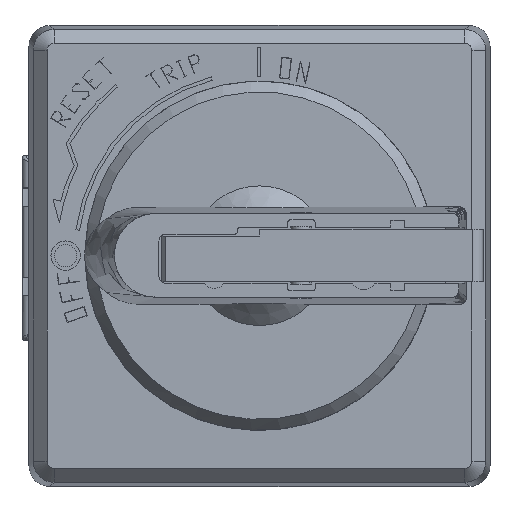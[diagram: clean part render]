
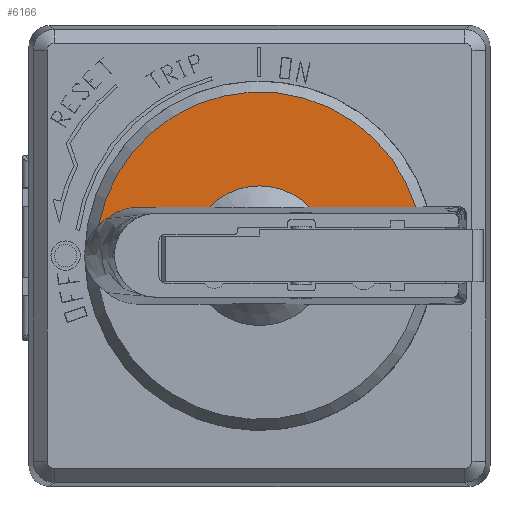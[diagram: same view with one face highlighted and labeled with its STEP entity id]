
A CAD part, top view. The second image highlights one B-rep face of the part: STEP entity #6166.
In plain terms, the highlighted planar face has unit normal (0, 0, 1).
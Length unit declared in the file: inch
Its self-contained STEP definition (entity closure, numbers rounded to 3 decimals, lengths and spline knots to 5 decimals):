
#176 = VERTEX_POINT ( 'NONE', #30590 ) ;
#181 = CARTESIAN_POINT ( 'NONE',  ( -0.09569, 0.71838, 3.34449 ) ) ;
#1176 = CARTESIAN_POINT ( 'NONE',  ( -1.26077, 0.71838, 3.34449 ) ) ;
#1600 = CARTESIAN_POINT ( 'NONE',  ( -1.7067, 0.71555, 3.34449 ) ) ;
#1909 = CARTESIAN_POINT ( 'NONE',  ( -1.75507, 0.70268, 3.34449 ) ) ;
#2369 = B_SPLINE_CURVE_WITH_KNOTS ( 'NONE', 3,
 ( #18868, #21600, #3839, #29140 ),
 .UNSPECIFIED., .F., .F.,
 ( 4, 4 ),
 ( 0., 0.00147 ),
 .UNSPECIFIED. ) ;
#2957 = CARTESIAN_POINT ( 'NONE',  ( -0.09569, 0.71838, 3.34449 ) ) ;
#3839 = CARTESIAN_POINT ( 'NONE',  ( -1.87086, 0.62935, 3.34449 ) ) ;
#4135 = EDGE_CURVE ( 'NONE', #11009, #8689, #2369, .T. ) ;
#5469 = CARTESIAN_POINT ( 'NONE',  ( -0.69345, 0.71838, 3.34449 ) ) ;
#5557 = DIRECTION ( 'NONE',  ( -1., 0., 0. ) ) ;
#5836 = AXIS2_PLACEMENT_3D ( 'NONE', #9415, #16661, #26835 ) ;
#6140 = EDGE_CURVE ( 'NONE', #176, #11009, #28364, .T. ) ;
#6166 = ADVANCED_FACE ( 'NONE', ( #26082 ), #16855, .T. ) ;
#6277 = DIRECTION ( 'NONE',  ( 0., 0., -1. ) ) ;
#6289 = ORIENTED_EDGE ( 'NONE', *, *, #6372, .F. ) ;
#6372 = EDGE_CURVE ( 'NONE', #7236, #12917, #20901, .T. ) ;
#6514 = CARTESIAN_POINT ( 'NONE',  ( -1.52508, 0.71838, 3.34449 ) ) ;
#6613 = CARTESIAN_POINT ( 'NONE',  ( -1.67363, 0.71838, 3.34449 ) ) ;
#7236 = VERTEX_POINT ( 'NONE', #181 ) ;
#7901 = AXIS2_PLACEMENT_3D ( 'NONE', #13371, #18281, #5557 ) ;
#8689 = VERTEX_POINT ( 'NONE', #25687 ) ;
#9415 = CARTESIAN_POINT ( 'NONE',  ( -0.97711, 0.44536, 3.34449 ) ) ;
#11009 = VERTEX_POINT ( 'NONE', #24242 ) ;
#11714 = CARTESIAN_POINT ( 'NONE',  ( -1.83961, 0.65247, 3.34449 ) ) ;
#12917 = VERTEX_POINT ( 'NONE', #19295 ) ;
#13283 = CARTESIAN_POINT ( 'NONE',  ( -0.56356, 0.71838, 3.34449 ) ) ;
#13371 = CARTESIAN_POINT ( 'NONE',  ( -0.97711, 0.44536, 3.34449 ) ) ;
#13439 = DIRECTION ( 'NONE',  ( -1., 0., 0. ) ) ;
#14226 = CARTESIAN_POINT ( 'NONE',  ( -1.80029, 0.68165, 3.34449 ) ) ;
#15054 = ORIENTED_EDGE ( 'NONE', *, *, #27026, .T. ) ;
#16074 = CARTESIAN_POINT ( 'NONE',  ( -0.97711, 0.44536, 3.34449 ) ) ;
#16537 = ORIENTED_EDGE ( 'NONE', *, *, #23677, .F. ) ;
#16661 = DIRECTION ( 'NONE',  ( 0., 0., 1. ) ) ;
#16855 = PLANE ( 'NONE',  #5836 ) ;
#17995 = ORIENTED_EDGE ( 'NONE', *, *, #6140, .F. ) ;
#18281 = DIRECTION ( 'NONE',  ( 0., 0., -1. ) ) ;
#18731 = ORIENTED_EDGE ( 'NONE', *, *, #4135, .F. ) ;
#18868 = CARTESIAN_POINT ( 'NONE',  ( -1.83961, 0.65247, 3.34449 ) ) ;
#19295 = CARTESIAN_POINT ( 'NONE',  ( -0.69345, 0.71838, 3.34449 ) ) ;
#20070 = AXIS2_PLACEMENT_3D ( 'NONE', #16074, #6277, #13439 ) ;
#20379 = CARTESIAN_POINT ( 'NONE',  ( -0.16509, 0.71838, 3.34449 ) ) ;
#20901 = B_SPLINE_CURVE_WITH_KNOTS ( 'NONE', 3,
 ( #2957, #20379, #23190, #13283, #5469 ),
 .UNSPECIFIED., .F., .F.,
 ( 4, 1, 4 ),
 ( 0.30711, 0.38931, 0.54286 ),
 .UNSPECIFIED. ) ;
#21600 = CARTESIAN_POINT ( 'NONE',  ( -1.85597, 0.64183, 3.34449 ) ) ;
#21665 = CIRCLE ( 'NONE', #20070, 0.92273 ) ;
#23090 = EDGE_LOOP ( 'NONE', ( #17995, #15054, #6289, #16537, #18731 ) ) ;
#23190 = CARTESIAN_POINT ( 'NONE',  ( -0.36421, 0.71838, 3.34449 ) ) ;
#23363 = CARTESIAN_POINT ( 'NONE',  ( -1.39292, 0.71838, 3.34449 ) ) ;
#23677 = EDGE_CURVE ( 'NONE', #8689, #7236, #21665, .T. ) ;
#24242 = CARTESIAN_POINT ( 'NONE',  ( -1.83961, 0.65247, 3.34449 ) ) ;
#25687 = CARTESIAN_POINT ( 'NONE',  ( -1.88404, 0.61538, 3.34449 ) ) ;
#26082 = FACE_OUTER_BOUND ( 'NONE', #23090, .T. ) ;
#26835 = DIRECTION ( 'NONE',  ( 1., 0., 0. ) ) ;
#27026 = EDGE_CURVE ( 'NONE', #176, #12917, #28224, .T. ) ;
#28224 = CIRCLE ( 'NONE', #7901, 0.3937 ) ;
#28364 = B_SPLINE_CURVE_WITH_KNOTS ( 'NONE', 3,
 ( #1176, #23363, #6514, #6613, #1600, #1909, #14226, #31808, #11714 ),
 .UNSPECIFIED., .F., .F.,
 ( 4, 2, 1, 1, 1, 4 ),
 ( 0., 0.01008, 0.01133, 0.01258, 0.01383, 0.01509 ),
 .UNSPECIFIED. ) ;
#29140 = CARTESIAN_POINT ( 'NONE',  ( -1.88404, 0.61538, 3.34449 ) ) ;
#30590 = CARTESIAN_POINT ( 'NONE',  ( -1.26077, 0.71838, 3.34449 ) ) ;
#31808 = CARTESIAN_POINT ( 'NONE',  ( -1.82719, 0.66284, 3.34449 ) ) ;
